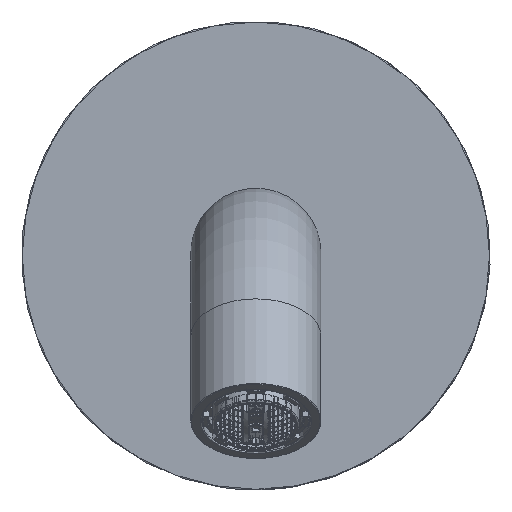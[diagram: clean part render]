
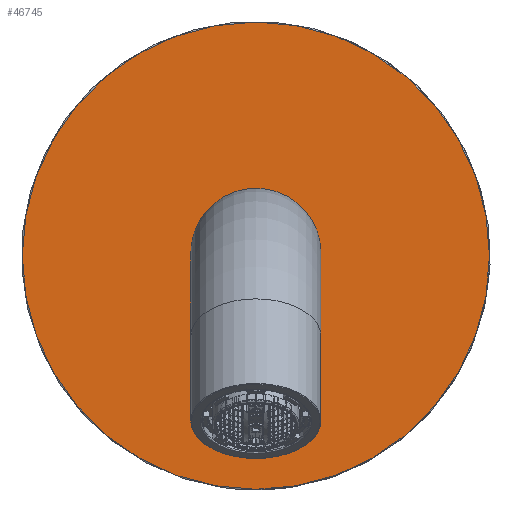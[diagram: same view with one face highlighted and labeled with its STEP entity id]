
A CAD part, top view. The second image highlights one B-rep face of the part: STEP entity #46745.
In plain terms, the highlighted face is planar.
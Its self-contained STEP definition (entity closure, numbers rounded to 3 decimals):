
#5207=CIRCLE('',#50448,8.25);
#5208=CIRCLE('',#50450,35.9);
#19321=ORIENTED_EDGE('',*,*,#26530,.T.);
#19322=ORIENTED_EDGE('',*,*,#26529,.F.);
#26529=EDGE_CURVE('',#31314,#31314,#5207,.T.);
#26530=EDGE_CURVE('',#31315,#31315,#5208,.F.);
#31314=VERTEX_POINT('',#94846);
#31315=VERTEX_POINT('',#94849);
#39533=EDGE_LOOP('',(#19321));
#39534=EDGE_LOOP('',(#19322));
#42455=FACE_BOUND('',#39533,.T.);
#42456=FACE_BOUND('',#39534,.T.);
#44289=PLANE('',#50449);
#46745=ADVANCED_FACE('',(#42455,#42456),#44289,.F.);
#50448=AXIS2_PLACEMENT_3D('',#94845,#60392,#60393);
#50449=AXIS2_PLACEMENT_3D('',#94847,#60394,#60395);
#50450=AXIS2_PLACEMENT_3D('',#94848,#60396,#60397);
#60392=DIRECTION('',(0.,1.,0.));
#60393=DIRECTION('',(1.,0.,0.));
#60394=DIRECTION('',(0.,-1.,0.));
#60395=DIRECTION('',(-1.,0.,0.));
#60396=DIRECTION('',(0.,-1.,0.));
#60397=DIRECTION('',(0.,0.,-1.));
#94845=CARTESIAN_POINT('',(0.,5.,0.));
#94846=CARTESIAN_POINT('',(8.25,5.,0.));
#94847=CARTESIAN_POINT('',(0.,5.,0.));
#94848=CARTESIAN_POINT('',(0.,5.,0.));
#94849=CARTESIAN_POINT('',(0.,5.,-35.9));
